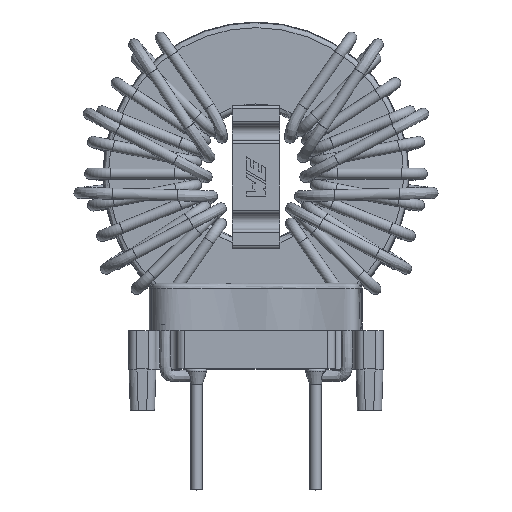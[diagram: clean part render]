
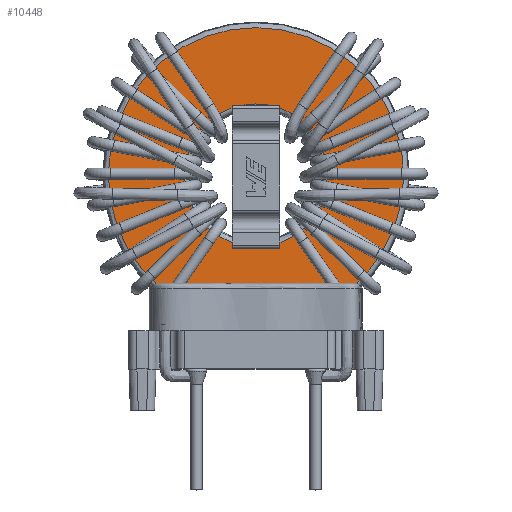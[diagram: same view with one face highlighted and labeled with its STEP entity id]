
A CAD part, top view. The second image highlights one B-rep face of the part: STEP entity #10448.
In plain terms, the highlighted face is planar.
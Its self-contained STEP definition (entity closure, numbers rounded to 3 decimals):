
#2148=ORIENTED_EDGE('',*,*,#3821,.F.);
#2149=ORIENTED_EDGE('',*,*,#3844,.F.);
#3821=EDGE_CURVE('',#4723,#4723,#5358,.T.);
#3844=EDGE_CURVE('',#4742,#4742,#5378,.T.);
#4723=VERTEX_POINT('',#14944);
#4742=VERTEX_POINT('',#15004);
#5358=CIRCLE('',#11164,4.497);
#5378=CIRCLE('',#11202,9.303);
#5880=EDGE_LOOP('',(#2148));
#5881=EDGE_LOOP('',(#2149));
#6764=FACE_BOUND('',#5880,.T.);
#6765=FACE_BOUND('',#5881,.T.);
#7561=PLANE('',#11203);
#10448=ADVANCED_FACE('',(#6764,#6765),#7561,.F.);
#11164=AXIS2_PLACEMENT_3D('',#14943,#12514,#12515);
#11202=AXIS2_PLACEMENT_3D('',#15003,#12593,#12594);
#11203=AXIS2_PLACEMENT_3D('',#15005,#12595,#12596);
#12514=DIRECTION('',(0.,-1.,0.));
#12515=DIRECTION('',(1.,0.,0.01));
#12593=DIRECTION('',(0.,1.,0.));
#12594=DIRECTION('',(-1.,0.,0.006));
#12595=DIRECTION('',(0.,1.,0.));
#12596=DIRECTION('',(1.,0.,0.));
#14943=CARTESIAN_POINT('',(0.,0.,0.));
#14944=CARTESIAN_POINT('',(4.497,0.,0.044));
#15003=CARTESIAN_POINT('',(0.,0.,0.));
#15004=CARTESIAN_POINT('',(-9.303,0.,0.059));
#15005=CARTESIAN_POINT('',(0.,0.,0.));
